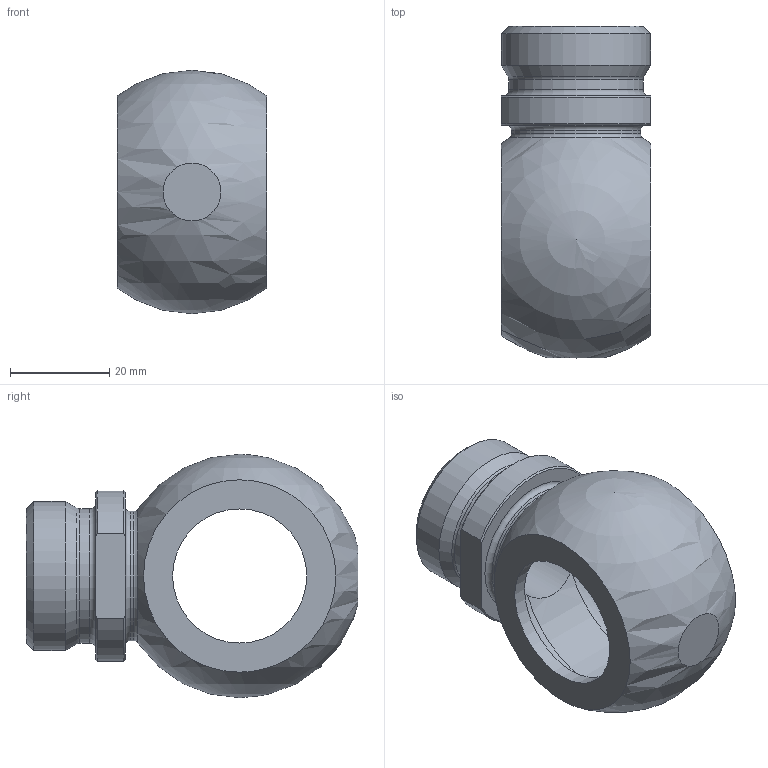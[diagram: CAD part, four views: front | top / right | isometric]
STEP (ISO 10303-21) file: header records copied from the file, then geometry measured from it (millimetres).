
FILE_DESCRIPTION((''),'2;1');
FILE_NAME('74744922302.stp','2014-10-29T14:42:01',(''),('KNOMI spol. s r. o.'),'Autodesk Inventor 2012','Autodesk Inventor 2012','');
FILE_SCHEMA(('AUTOMOTIVE_DESIGN { 1 2 10303 214 0 1 1 1 }'));
Length unit declared in the file: millimetre
Products named in the file (1): Oko st.příp.OK D27/M30x2 Tr22
Bounding box: 30 x 66.8 x 49 mm (x, y, z)
Volume: 24415 mm3; surface area: 13686.3 mm2
Topology: 1 solids, 1 shells, 35 faces, 80 edges, 53 vertices
Faces by surface type: plane 11, cylinder 10, cone 7, torus 6, sphere 1
Full cylindrical faces by diameter (mm): 19 x1, 22 x1, 26 x1, 27 x3, 30 x1
Entity records: 901 total; most frequent: CARTESIAN_POINT 199, DIRECTION 148, ORIENTED_EDGE 108, AXIS2_PLACEMENT_3D 70, EDGE_LOOP 62, EDGE_CURVE 54, VERTEX_POINT 44, FACE_OUTER_BOUND 35
